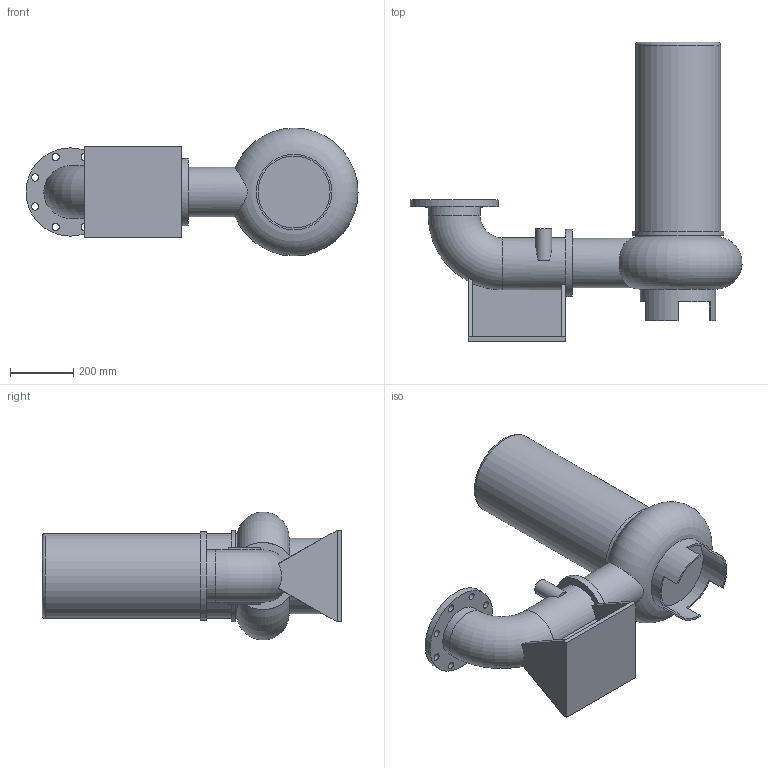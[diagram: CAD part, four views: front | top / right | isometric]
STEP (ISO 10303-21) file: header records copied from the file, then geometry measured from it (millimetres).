
FILE_DESCRIPTION(/* description */ (''),/* implementation_level */ '2;1');
FILE_NAME(/* name */ '',/* time_stamp */ '2023-04-19T09:35:05+09:00',/* author */ (''),/* organization */ (''),/* preprocessor_version */ 'ST-DEVELOPER v19.2',/* originating_system */ 'Autodesk Translation Framework v12.4.0.73',/* authorisation */ '');
FILE_SCHEMA (('AUTOMOTIVE_DESIGN { 1 0 10303 214 3 1 1 }'));
Length unit declared in the file: millimetre
Products named in the file (4): 150A_着脱式; 150A_PF v3; 150Ax10kx100L v1; 150Aショートエルボ v3
Assembly tree (3 placements, depth 3):
  150A_着脱式
    150A_PF v3
      150Ax10kx100L v1
      150Aショートエルボ v3
Bounding box: 1052.78 x 950 x 405.78 mm (x, y, z)
Volume: 62747075 mm3; surface area: 2245191.9 mm2
Topology: 5 solids, 5 shells, 90 faces, 216 edges, 143 vertices
Faces by surface type: plane 56, cylinder 29, torus 4, bspline 1
Full cylindrical faces by diameter (mm): 23 x8, 50 x2, 155.2 x2, 156.878 x1, 165.2 x1, 166.6 x1, 212.92 x1, 228 x1, 240 x1, 270 x2, 280 x1, 288.988 x1
Entity records: 3204 total; most frequent: CARTESIAN_POINT 897, DIRECTION 470, ORIENTED_EDGE 434, EDGE_CURVE 217, AXIS2_PLACEMENT_3D 180, VERTEX_POINT 143, EDGE_LOOP 121, LINE 110
